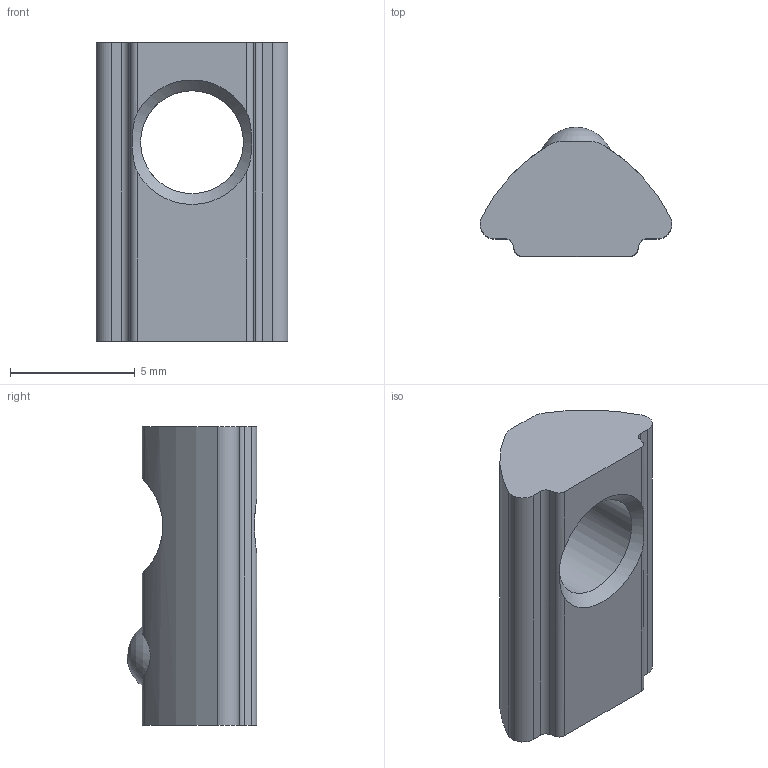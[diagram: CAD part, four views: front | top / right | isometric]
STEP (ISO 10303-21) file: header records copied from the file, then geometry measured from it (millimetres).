
FILE_DESCRIPTION(/* description */ ('STEP AP214'),/* implementation_level */ '2;1');
FILE_NAME(/* name */ '189654_HMBN-5-M5',/* time_stamp */ '2024-08-29T08:19:59+02:00',/* author */ ('License CC BY-ND 4.0'),/* organization */ ('CADENAS'),/* preprocessor_version */ 'ST-DEVELOPER v19.3',/* originating_system */ 'PARTsolutions',/* authorisation */ ' ');
FILE_SCHEMA (('AUTOMOTIVE_DESIGN {1 0 10303 214 3 1 1}'));
Length unit declared in the file: millimetre
Products named in the file (1): 189654 HMBN-5-M5
Bounding box: 7.7 x 5.2 x 12 mm (x, y, z)
Volume: 251.7 mm3; surface area: 316.8 mm2
Topology: 1 solids, 1 shells, 28 faces, 86 edges, 57 vertices
Faces by surface type: cylinder 15, plane 11, cone 1, sphere 1
Full cylindrical faces by diameter (mm): 4.134 x1
Entity records: 980 total; most frequent: CARTESIAN_POINT 217, ORIENTED_EDGE 158, DIRECTION 150, EDGE_CURVE 79, AXIS2_PLACEMENT_3D 56, VERTEX_POINT 53, LINE 38, VECTOR 38
